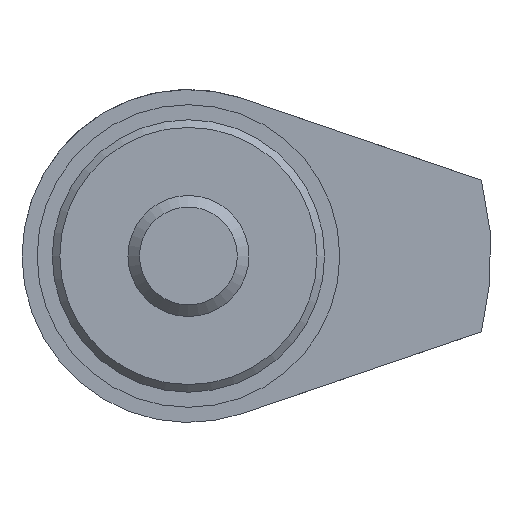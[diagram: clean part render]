
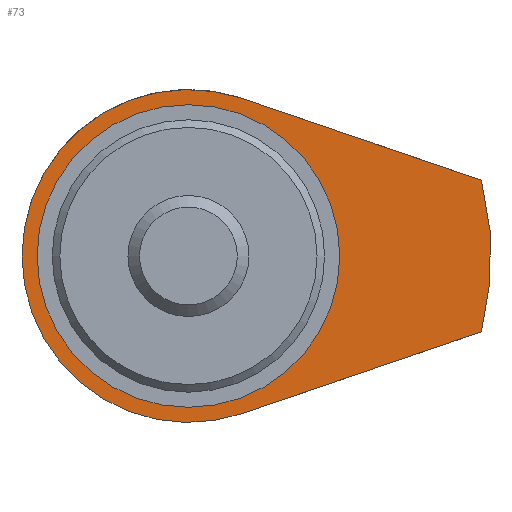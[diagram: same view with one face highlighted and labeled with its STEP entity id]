
A CAD part, front view. The second image highlights one B-rep face of the part: STEP entity #73.
In plain terms, the highlighted planar face has unit normal (0, -1, 0).
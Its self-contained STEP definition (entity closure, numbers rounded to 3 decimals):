
#73 = ADVANCED_FACE( '', ( #163, #164 ), #165, .T. );
#163 = FACE_OUTER_BOUND( '', #273, .T. );
#164 = FACE_BOUND( '', #274, .T. );
#165 = PLANE( '', #275 );
#273 = EDGE_LOOP( '', ( #415, #416, #417, #418 ) );
#274 = EDGE_LOOP( '', ( #419 ) );
#275 = AXIS2_PLACEMENT_3D( '', #420, #421, #422 );
#415 = ORIENTED_EDGE( '', *, *, #591, .F. );
#416 = ORIENTED_EDGE( '', *, *, #592, .T. );
#417 = ORIENTED_EDGE( '', *, *, #559, .F. );
#418 = ORIENTED_EDGE( '', *, *, #593, .F. );
#419 = ORIENTED_EDGE( '', *, *, #568, .F. );
#420 = CARTESIAN_POINT( '', ( 10., 0., 0. ) );
#421 = DIRECTION( '', ( 0., -1., 0. ) );
#422 = DIRECTION( '', ( 0., 0., -1. ) );
#559 = EDGE_CURVE( '', #639, #640, #641, .T. );
#568 = EDGE_CURVE( '', #655, #655, #656, .T. );
#591 = EDGE_CURVE( '', #692, #693, #694, .T. );
#592 = EDGE_CURVE( '', #692, #640, #695, .T. );
#593 = EDGE_CURVE( '', #693, #639, #696, .F. );
#639 = VERTEX_POINT( '', #753 );
#640 = VERTEX_POINT( '', #754 );
#641 = LINE( '', #755, #756 );
#655 = VERTEX_POINT( '', #784 );
#656 = CIRCLE( '', #785, 10. );
#692 = VERTEX_POINT( '', #836 );
#693 = VERTEX_POINT( '', #837 );
#694 = LINE( '', #838, #839 );
#695 = CIRCLE( '', #840, 20. );
#696 = CIRCLE( '', #841, 11. );
#753 = CARTESIAN_POINT( '', ( 3.559, 0., 10.408 ) );
#754 = CARTESIAN_POINT( '', ( 19.364, 0., 5.004 ) );
#755 = CARTESIAN_POINT( '', ( 12.512, 0., 7.347 ) );
#756 = VECTOR( '', #915, 1000. );
#784 = CARTESIAN_POINT( '', ( 0., 0., -10. ) );
#785 = AXIS2_PLACEMENT_3D( '', #925, #926, #927 );
#836 = CARTESIAN_POINT( '', ( 19.364, 0., -5.004 ) );
#837 = CARTESIAN_POINT( '', ( 3.559, 0., -10.408 ) );
#838 = CARTESIAN_POINT( '', ( 12.512, 0., -7.347 ) );
#839 = VECTOR( '', #946, 1000. );
#840 = AXIS2_PLACEMENT_3D( '', #947, #948, #949 );
#841 = AXIS2_PLACEMENT_3D( '', #950, #951, #952 );
#915 = DIRECTION( '', ( 0.946, 0., -0.324 ) );
#925 = CARTESIAN_POINT( '', ( 0., 0., 0. ) );
#926 = DIRECTION( '', ( 0., -1., 0. ) );
#927 = DIRECTION( '', ( 0., 0., -1. ) );
#946 = DIRECTION( '', ( -0.946, 0., -0.324 ) );
#947 = CARTESIAN_POINT( '', ( 0., 0., 0. ) );
#948 = DIRECTION( '', ( 0., -1., 0. ) );
#949 = DIRECTION( '', ( 0., 0., -1. ) );
#950 = CARTESIAN_POINT( '', ( 0., 0., 0. ) );
#951 = DIRECTION( '', ( 0., -1., 0. ) );
#952 = DIRECTION( '', ( 0., 0., -1. ) );
